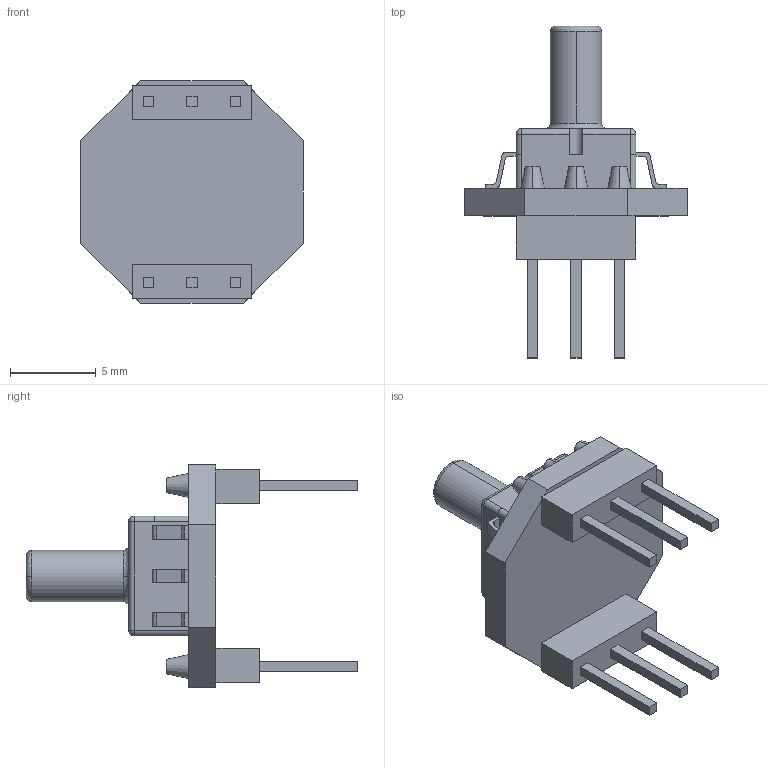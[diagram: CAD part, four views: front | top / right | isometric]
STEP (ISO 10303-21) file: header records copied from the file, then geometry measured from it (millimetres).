
FILE_DESCRIPTION (( 'STEP AP214' ), '1' );
FILE_NAME ('6847.STEP', '2023-03-10T08:50:28', ( '' ), ( '' ), 'SwSTEP 2.0', 'SolidWorks 2018', '' );
FILE_SCHEMA (( 'AUTOMOTIVE_DESIGN' ));
Length unit declared in the file: millimetre
Products named in the file (1): 6847
Bounding box: 13 x 19.4 x 13 mm (x, y, z)
Volume: 525.3 mm3; surface area: 801.1 mm2
Topology: 1 solids, 1 shells, 198 faces, 513 edges, 336 vertices
Faces by surface type: plane 124, cylinder 52, cone 12, bspline 8, sphere 2
Entity records: 7177 total; most frequent: CARTESIAN_POINT 1348, ORIENTED_EDGE 1022, DIRECTION 1015, EDGE_CURVE 511, VECTOR 361, LINE 361, VERTEX_POINT 336, AXIS2_PLACEMENT_3D 327
